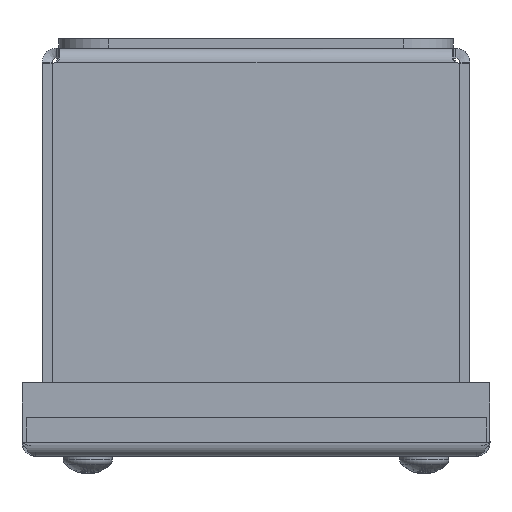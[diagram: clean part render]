
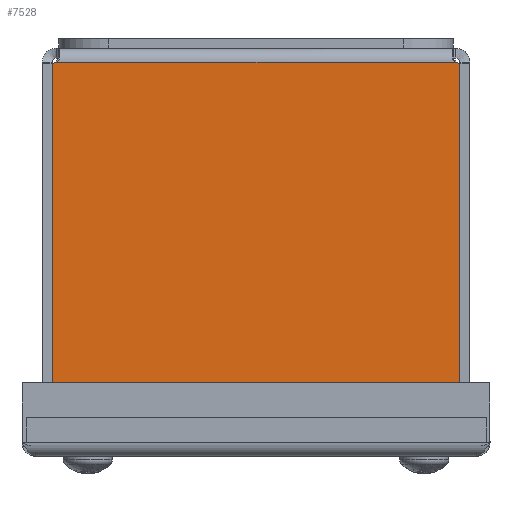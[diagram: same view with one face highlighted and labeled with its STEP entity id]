
A CAD part, front view. The second image highlights one B-rep face of the part: STEP entity #7528.
In plain terms, the highlighted planar face has unit normal (0, -1, 0).
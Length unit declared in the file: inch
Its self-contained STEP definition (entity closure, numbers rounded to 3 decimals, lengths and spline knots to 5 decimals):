
#446=CIRCLE('',#8105,0.07);
#448=CIRCLE('',#8108,0.07);
#818=PLANE('',#8107);
#1194=FACE_OUTER_BOUND('',#1664,.T.);
#1664=EDGE_LOOP('',(#6678,#6679,#6680,#6681,#6682,#6683));
#2343=LINE('',#12653,#3035);
#2351=LINE('',#12674,#3043);
#2395=LINE('',#13090,#3087);
#2396=LINE('',#13092,#3088);
#3035=VECTOR('',#9812,3.10059);
#3043=VECTOR('',#9840,2.58869);
#3087=VECTOR('',#9942,2.58869);
#3088=VECTOR('',#9943,3.04583);
#3760=VERTEX_POINT('',#12650);
#3761=VERTEX_POINT('',#12652);
#3764=VERTEX_POINT('',#12673);
#3797=VERTEX_POINT('',#13082);
#3798=VERTEX_POINT('',#13084);
#3800=VERTEX_POINT('',#13091);
#4698=EDGE_CURVE('',#3761,#3760,#2343,.T.);
#4709=EDGE_CURVE('',#3761,#3764,#2351,.T.);
#4770=EDGE_CURVE('',#3798,#3797,#446,.T.);
#4773=EDGE_CURVE('',#3798,#3760,#2395,.T.);
#4774=EDGE_CURVE('',#3797,#3800,#2396,.T.);
#4775=EDGE_CURVE('',#3800,#3764,#448,.T.);
#6678=ORIENTED_EDGE('',*,*,#4698,.T.);
#6679=ORIENTED_EDGE('',*,*,#4773,.F.);
#6680=ORIENTED_EDGE('',*,*,#4770,.T.);
#6681=ORIENTED_EDGE('',*,*,#4774,.T.);
#6682=ORIENTED_EDGE('',*,*,#4775,.T.);
#6683=ORIENTED_EDGE('',*,*,#4709,.F.);
#7528=ADVANCED_FACE('',(#1194),#818,.F.);
#8105=AXIS2_PLACEMENT_3D('',#13085,#9935,#9936);
#8107=AXIS2_PLACEMENT_3D('',#13089,#9940,#9941);
#8108=AXIS2_PLACEMENT_3D('',#13093,#9944,#9945);
#9812=DIRECTION('',(-1.,0.,0.));
#9840=DIRECTION('',(0.,0.,-1.));
#9935=DIRECTION('center_axis',(0.,1.,0.));
#9936=DIRECTION('ref_axis',(1.,0.,0.));
#9940=DIRECTION('center_axis',(0.,1.,0.));
#9941=DIRECTION('ref_axis',(1.,0.,0.));
#9942=DIRECTION('',(0.,0.,1.));
#9943=DIRECTION('',(1.,0.,0.));
#9944=DIRECTION('center_axis',(0.,1.,0.));
#9945=DIRECTION('ref_axis',(1.,0.,0.));
#12650=CARTESIAN_POINT('',(0.07471,0.,2.70475));
#12652=CARTESIAN_POINT('',(3.17529,0.,2.70475));
#12653=CARTESIAN_POINT('',(2.40015,0.,2.70475));
#12673=CARTESIAN_POINT('',(3.17529,0.,0.11606));
#12674=CARTESIAN_POINT('',(3.17529,0.,0.10525));
#13082=CARTESIAN_POINT('',(0.10208,0.,0.10525));
#13084=CARTESIAN_POINT('',(0.07471,0.,0.11606));
#13085=CARTESIAN_POINT('Origin',(0.06327,0.,
0.047));
#13089=CARTESIAN_POINT('Origin',(1.625,0.,1.37657));
#13090=CARTESIAN_POINT('',(0.07471,0.,0.10525));
#13091=CARTESIAN_POINT('',(3.14792,0.,0.10525));
#13092=CARTESIAN_POINT('',(1.625,0.,0.10525));
#13093=CARTESIAN_POINT('Origin',(3.18673,0.,
0.047));
